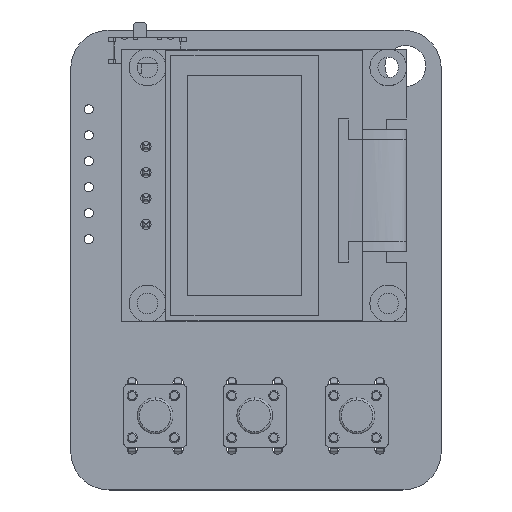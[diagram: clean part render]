
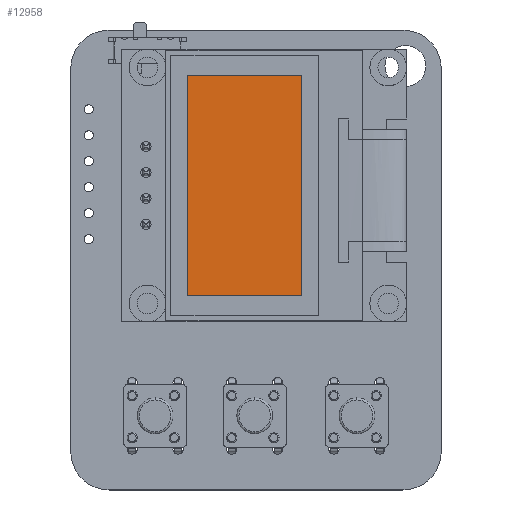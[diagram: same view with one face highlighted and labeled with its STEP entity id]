
A CAD part, top view. The second image highlights one B-rep face of the part: STEP entity #12958.
In plain terms, the highlighted planar face has unit normal (0, 0, 1).
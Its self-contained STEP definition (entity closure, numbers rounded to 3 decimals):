
#12868 = VERTEX_POINT('',#12869);
#12869 = CARTESIAN_POINT('',(-23.55,-8.054,1.265));
#12875 = EDGE_CURVE('',#12876,#12868,#12878,.T.);
#12876 = VERTEX_POINT('',#12877);
#12877 = CARTESIAN_POINT('',(-45.11,-8.054,1.265));
#12878 = LINE('',#12879,#12880);
#12879 = CARTESIAN_POINT('',(-45.11,-8.054,1.265));
#12880 = VECTOR('',#12881,1.);
#12881 = DIRECTION('',(1.,0.,0.));
#12899 = VERTEX_POINT('',#12900);
#12900 = CARTESIAN_POINT('',(-23.55,3.166,1.265));
#12906 = EDGE_CURVE('',#12868,#12899,#12907,.T.);
#12907 = LINE('',#12908,#12909);
#12908 = CARTESIAN_POINT('',(-23.55,3.166,1.265));
#12909 = VECTOR('',#12910,1.);
#12910 = DIRECTION('',(0.,1.,0.));
#12923 = VERTEX_POINT('',#12924);
#12924 = CARTESIAN_POINT('',(-45.11,3.166,1.265));
#12930 = EDGE_CURVE('',#12899,#12923,#12931,.T.);
#12931 = LINE('',#12932,#12933);
#12932 = CARTESIAN_POINT('',(-45.11,3.166,1.265));
#12933 = VECTOR('',#12934,1.);
#12934 = DIRECTION('',(-1.,0.,0.));
#12947 = EDGE_CURVE('',#12923,#12876,#12948,.T.);
#12948 = LINE('',#12949,#12950);
#12949 = CARTESIAN_POINT('',(-45.11,3.166,1.265));
#12950 = VECTOR('',#12951,1.);
#12951 = DIRECTION('',(0.,-1.,0.));
#12958 = ADVANCED_FACE('',(#12959),#12965,.T.);
#12959 = FACE_BOUND('',#12960,.T.);
#12960 = EDGE_LOOP('',(#12961,#12962,#12963,#12964));
#12961 = ORIENTED_EDGE('',*,*,#12906,.T.);
#12962 = ORIENTED_EDGE('',*,*,#12930,.T.);
#12963 = ORIENTED_EDGE('',*,*,#12947,.T.);
#12964 = ORIENTED_EDGE('',*,*,#12875,.T.);
#12965 = PLANE('',#12966);
#12966 = AXIS2_PLACEMENT_3D('',#12967,#12968,#12969);
#12967 = CARTESIAN_POINT('',(-34.33,-3.004,1.265));
#12968 = DIRECTION('',(0.,0.,1.));
#12969 = DIRECTION('',(1.,0.,0.));
